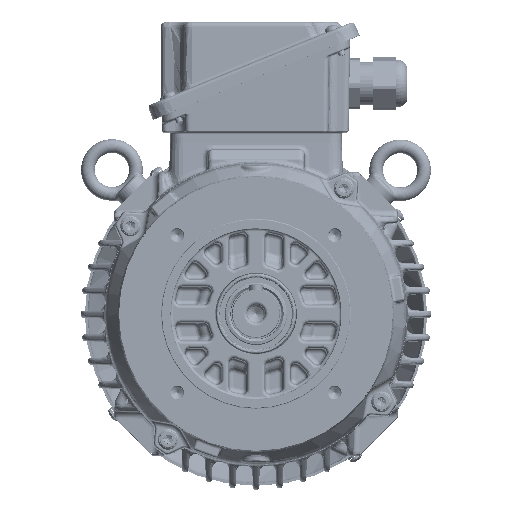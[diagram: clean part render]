
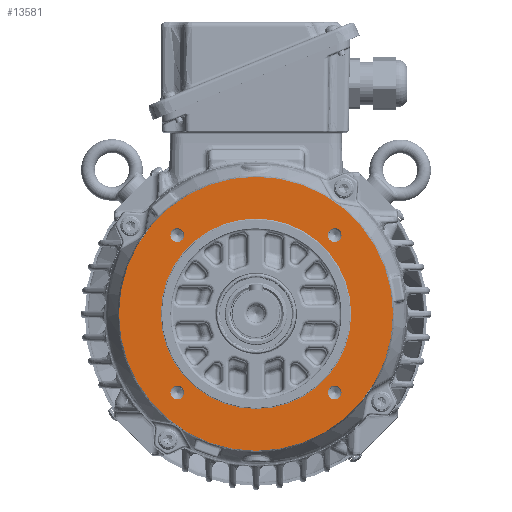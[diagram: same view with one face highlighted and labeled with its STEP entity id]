
A CAD part, top view. The second image highlights one B-rep face of the part: STEP entity #13581.
In plain terms, the highlighted planar face has unit normal (0, 0, 1).
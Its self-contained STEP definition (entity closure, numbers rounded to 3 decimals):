
#8662=PLANE('',#81868);
#9776=FACE_BOUND('',#23360,.T.);
#9777=FACE_BOUND('',#23361,.T.);
#9778=FACE_BOUND('',#23362,.T.);
#9779=FACE_BOUND('',#23363,.T.);
#9780=FACE_BOUND('',#23364,.T.);
#9781=FACE_BOUND('',#23365,.T.);
#13581=ADVANCED_FACE('',(#9776,#9777,#9778,#9779,#9780,#9781),#8662,.F.);
#23360=EDGE_LOOP('',(#48372));
#23361=EDGE_LOOP('',(#48373));
#23362=EDGE_LOOP('',(#48374));
#23363=EDGE_LOOP('',(#48375));
#23364=EDGE_LOOP('',(#48376));
#23365=EDGE_LOOP('',(#48377));
#48372=ORIENTED_EDGE('',*,*,#69566,.T.);
#48373=ORIENTED_EDGE('',*,*,#69567,.T.);
#48374=ORIENTED_EDGE('',*,*,#69568,.T.);
#48375=ORIENTED_EDGE('',*,*,#69569,.T.);
#48376=ORIENTED_EDGE('',*,*,#68557,.T.);
#48377=ORIENTED_EDGE('',*,*,#68453,.F.);
#57556=VERTEX_POINT('',#158408);
#57646=VERTEX_POINT('',#159413);
#58273=VERTEX_POINT('',#165081);
#58274=VERTEX_POINT('',#165083);
#58275=VERTEX_POINT('',#165085);
#58276=VERTEX_POINT('',#165087);
#68453=EDGE_CURVE('',#57556,#57556,#74367,.T.);
#68557=EDGE_CURVE('',#57646,#57646,#74403,.T.);
#69566=EDGE_CURVE('',#58273,#58273,#74886,.T.);
#69567=EDGE_CURVE('',#58274,#58274,#74887,.T.);
#69568=EDGE_CURVE('',#58275,#58275,#74888,.T.);
#69569=EDGE_CURVE('',#58276,#58276,#74889,.T.);
#74367=CIRCLE('',#81041,80.);
#74403=CIRCLE('',#81091,55.6);
#74886=CIRCLE('',#81864,4.);
#74887=CIRCLE('',#81865,4.);
#74888=CIRCLE('',#81866,4.);
#74889=CIRCLE('',#81867,4.);
#81041=AXIS2_PLACEMENT_3D('',#158407,#96510,#96511);
#81091=AXIS2_PLACEMENT_3D('',#159412,#96622,#96623);
#81864=AXIS2_PLACEMENT_3D('',#165080,#98316,#98317);
#81865=AXIS2_PLACEMENT_3D('',#165082,#98318,#98319);
#81866=AXIS2_PLACEMENT_3D('',#165084,#98320,#98321);
#81867=AXIS2_PLACEMENT_3D('',#165086,#98322,#98323);
#81868=AXIS2_PLACEMENT_3D('',#165088,#98324,#98325);
#96510=DIRECTION('',(0.,0.,-1.));
#96511=DIRECTION('',(-1.,0.,0.));
#96622=DIRECTION('',(0.,0.,-1.));
#96623=DIRECTION('',(-1.,0.,0.));
#98316=DIRECTION('',(0.,0.,-1.));
#98317=DIRECTION('',(-1.,0.,0.));
#98318=DIRECTION('',(0.,0.,-1.));
#98319=DIRECTION('',(-1.,0.,0.));
#98320=DIRECTION('',(0.,0.,-1.));
#98321=DIRECTION('',(-1.,0.,0.));
#98322=DIRECTION('',(0.,0.,-1.));
#98323=DIRECTION('',(-1.,0.,0.));
#98324=DIRECTION('',(0.,0.,-1.));
#98325=DIRECTION('',(-1.,0.,0.));
#158407=CARTESIAN_POINT('',(0.,0.,0.));
#158408=CARTESIAN_POINT('',(-80.,0.,0.));
#159412=CARTESIAN_POINT('',(0.,0.,0.));
#159413=CARTESIAN_POINT('',(-55.6,0.,0.));
#165080=CARTESIAN_POINT('',(45.962,-45.962,0.));
#165081=CARTESIAN_POINT('',(41.962,-45.962,0.));
#165082=CARTESIAN_POINT('',(-45.962,-45.962,0.));
#165083=CARTESIAN_POINT('',(-49.962,-45.962,0.));
#165084=CARTESIAN_POINT('',(-45.962,45.962,0.));
#165085=CARTESIAN_POINT('',(-49.962,45.962,0.));
#165086=CARTESIAN_POINT('',(45.962,45.962,0.));
#165087=CARTESIAN_POINT('',(41.962,45.962,0.));
#165088=CARTESIAN_POINT('',(0.,55.,0.));
